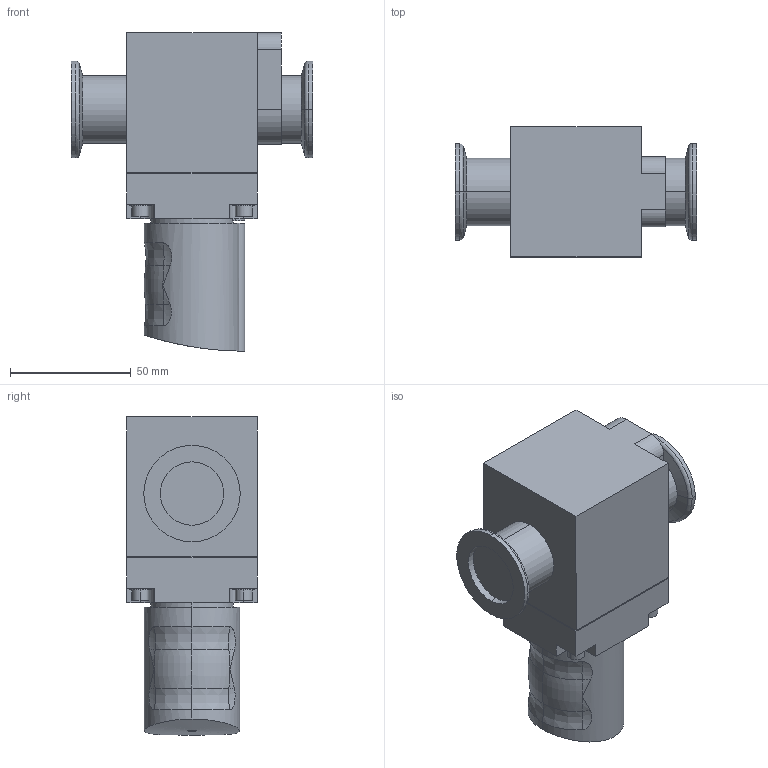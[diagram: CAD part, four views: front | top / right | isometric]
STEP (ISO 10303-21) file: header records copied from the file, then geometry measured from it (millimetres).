
FILE_DESCRIPTION (( 'STEP AP214' ), '1' );
FILE_NAME ('PFD41033.step', '2017-07-10T11:34:13', ( 'install' ), ( '' ), 'SwSTEP 2.0', 'SolidWorks 2015', '' );
FILE_SCHEMA (( 'AUTOMOTIVE_DESIGN' ));
Length unit declared in the file: millimetre
Products named in the file (1): PFD41033
Bounding box: 100 x 54 x 132 mm (x, y, z)
Volume: 322870.8 mm3; surface area: 37835.5 mm2
Topology: 1 solids, 1 shells, 141 faces, 333 edges, 214 vertices
Faces by surface type: plane 75, cylinder 44, torus 12, bspline 6, cone 4
Entity records: 4658 total; most frequent: CARTESIAN_POINT 1070, DIRECTION 708, ORIENTED_EDGE 666, EDGE_CURVE 333, AXIS2_PLACEMENT_3D 252, VERTEX_POINT 214, LINE 204, VECTOR 204
